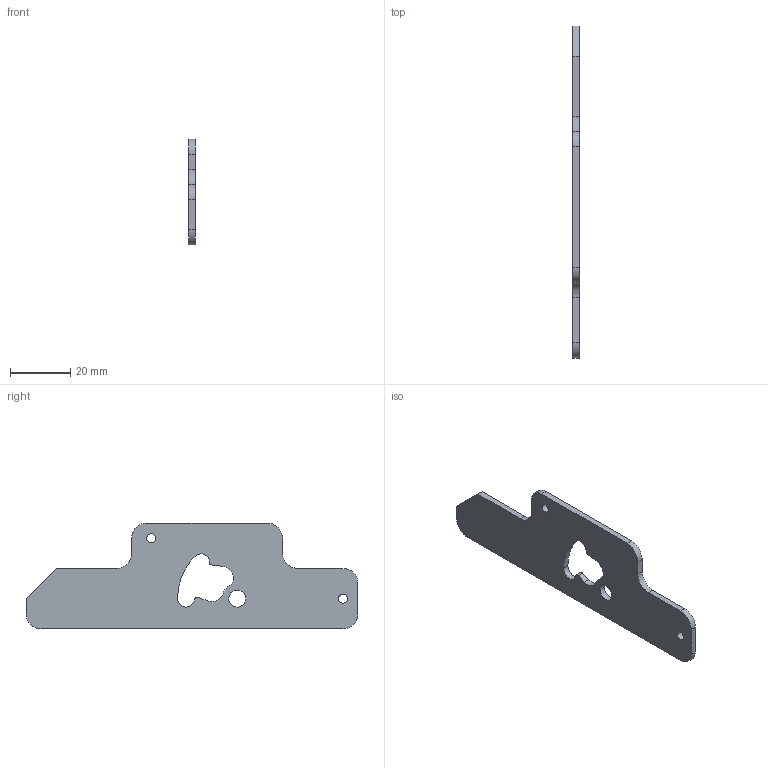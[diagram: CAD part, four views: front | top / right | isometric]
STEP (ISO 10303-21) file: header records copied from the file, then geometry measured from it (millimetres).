
FILE_DESCRIPTION((''),'2;1');
FILE_NAME('','2005-10-07T11:33:09',(''),(''),'','CADfix','');
FILE_SCHEMA(('AUTOMOTIVE_DESIGN'));
Length unit declared in the file: millimetre
Products named in the file (1): cam
Bounding box: 2 x 110 x 35 mm (x, y, z)
Volume: 5272.9 mm3; surface area: 6002.9 mm2
Topology: 1 solids, 1 shells, 34 faces, 108 edges, 76 vertices
Faces by surface type: bspline 34
Entity records: 1207 total; most frequent: CARTESIAN_POINT 597, ORIENTED_EDGE 216, EDGE_CURVE 108, VERTEX_POINT 76, QUASI_UNIFORM_CURVE 56, EDGE_LOOP 42, FACE_OUTER_BOUND 34, ADVANCED_FACE 34
